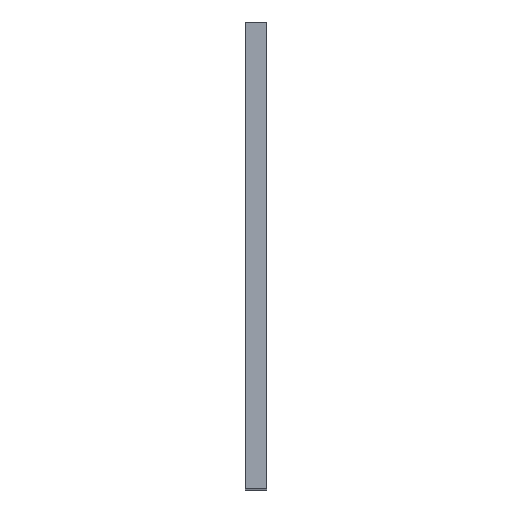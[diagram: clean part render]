
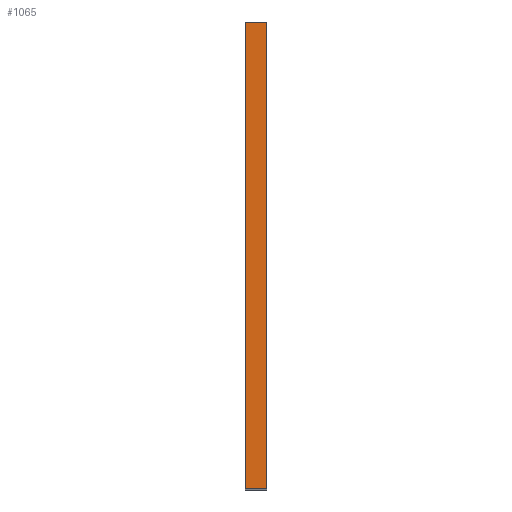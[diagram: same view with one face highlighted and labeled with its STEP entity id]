
A CAD part, top view. The second image highlights one B-rep face of the part: STEP entity #1065.
In plain terms, the highlighted planar face has unit normal (0, 0, 1).
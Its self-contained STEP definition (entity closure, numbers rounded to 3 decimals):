
#95=PLANE('',#1191);
#150=FACE_OUTER_BOUND('',#228,.T.);
#228=EDGE_LOOP('',(#949,#950,#951,#952));
#258=LINE('',#1520,#343);
#334=LINE('',#1781,#419);
#335=LINE('',#1784,#420);
#336=LINE('',#1785,#421);
#343=VECTOR('',#1208,10.);
#419=VECTOR('',#1492,10.);
#420=VECTOR('',#1495,10.);
#421=VECTOR('',#1496,10.);
#486=VERTEX_POINT('',#1517);
#487=VERTEX_POINT('',#1519);
#568=VERTEX_POINT('',#1779);
#569=VERTEX_POINT('',#1783);
#576=EDGE_CURVE('',#486,#487,#258,.T.);
#707=EDGE_CURVE('',#486,#568,#334,.T.);
#708=EDGE_CURVE('',#569,#568,#335,.T.);
#709=EDGE_CURVE('',#487,#569,#336,.T.);
#949=ORIENTED_EDGE('',*,*,#707,.T.);
#950=ORIENTED_EDGE('',*,*,#708,.F.);
#951=ORIENTED_EDGE('',*,*,#709,.F.);
#952=ORIENTED_EDGE('',*,*,#576,.F.);
#1065=ADVANCED_FACE('',(#150),#95,.T.);
#1191=AXIS2_PLACEMENT_3D('',#1782,#1493,#1494);
#1208=DIRECTION('',(0.,1.,0.));
#1492=DIRECTION('',(1.,0.,0.));
#1493=DIRECTION('center_axis',(0.,0.,1.));
#1494=DIRECTION('ref_axis',(0.,-1.,0.));
#1495=DIRECTION('',(0.,-1.,0.));
#1496=DIRECTION('',(1.,0.,0.));
#1517=CARTESIAN_POINT('',(-3.5,-53.5,130.));
#1519=CARTESIAN_POINT('',(-3.5,53.5,130.));
#1520=CARTESIAN_POINT('',(-3.5,53.5,130.));
#1779=CARTESIAN_POINT('',(1.5,-53.5,130.));
#1781=CARTESIAN_POINT('',(0.,-53.5,130.));
#1782=CARTESIAN_POINT('Origin',(0.,53.5,130.));
#1783=CARTESIAN_POINT('',(1.5,53.5,130.));
#1784=CARTESIAN_POINT('',(1.5,53.5,130.));
#1785=CARTESIAN_POINT('',(0.,53.5,130.));
